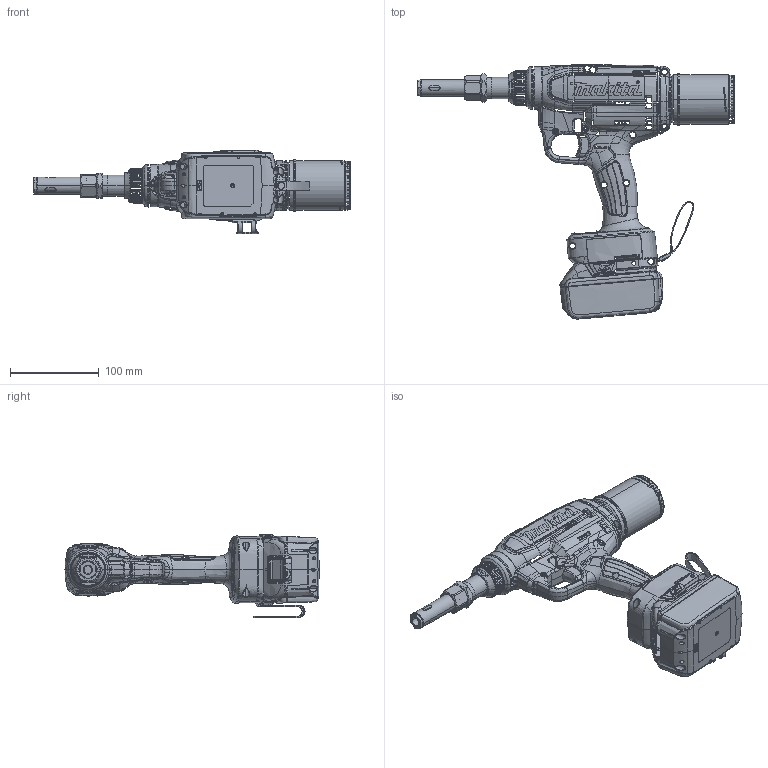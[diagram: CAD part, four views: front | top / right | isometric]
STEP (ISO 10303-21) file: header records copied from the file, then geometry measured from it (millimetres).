
FILE_DESCRIPTION((''),'2;1');
FILE_NAME('BV4500M','2018-06-25T',('A8694'),(''),'PRO/ENGINEER BY PARAMETRIC TECHNOLOGY CORPORATION, 2015110','PRO/ENGINEER BY PARAMETRIC TECHNOLOGY CORPORATION, 2015110','');
FILE_SCHEMA(('CONFIG_CONTROL_DESIGN'));
Products named in the file (1): BV4500M
Bounding box: 357.77 x 287.06 x 94.2 mm (x, y, z)
Surface area: 134872 mm2 (no closed solid volume)
Topology: 0 solids, 183 shells, 1489 faces, 6847 edges, 5392 vertices
Faces by surface type: bspline 962, cylinder 178, plane 112, cone 99, torus 97, extrusion 24, sphere 13, revolution 4
Entity records: 190354 total; most frequent: CARTESIAN_POINT 149361, ORIENTED_EDGE 9024, EDGE_CURVE 6835, VERTEX_POINT 5392, B_SPLINE_CURVE_WITH_KNOTS 4693, DIRECTION 4480, AXIS2_PLACEMENT_3D 1783, EDGE_LOOP 1559
